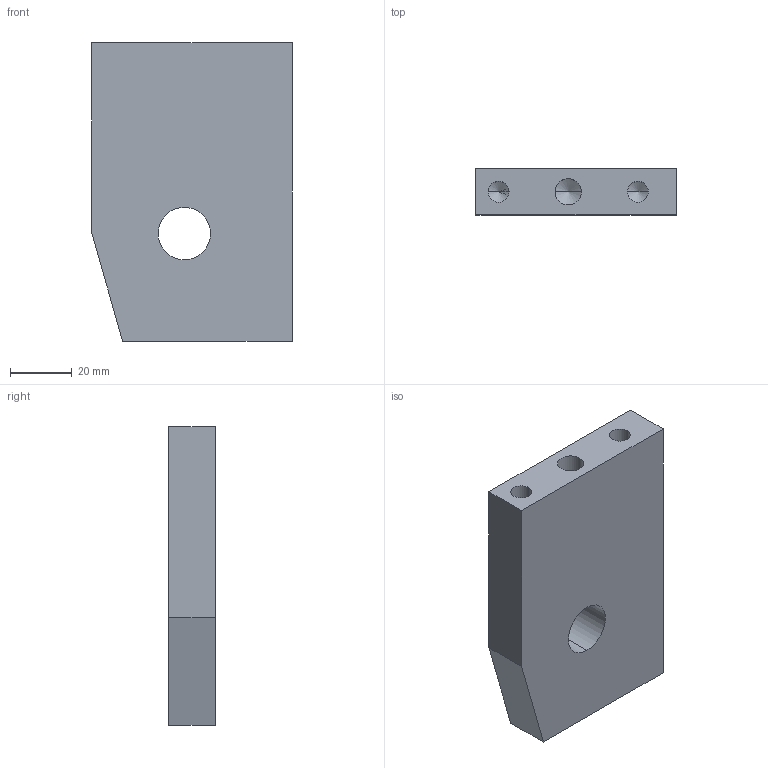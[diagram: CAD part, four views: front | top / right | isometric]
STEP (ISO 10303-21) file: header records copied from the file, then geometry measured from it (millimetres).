
FILE_DESCRIPTION (( 'STEP AP214' ), '1' );
FILE_NAME ('Portemoyeux2.STEP', '2019-10-04T14:17:51', ( '' ), ( '' ), 'SwSTEP 2.0', 'SolidWorks 2017', '' );
FILE_SCHEMA (( 'AUTOMOTIVE_DESIGN' ));
Length unit declared in the file: millimetre
Products named in the file (1): Portemoyeux2
Bounding box: 65 x 15 x 97 mm (x, y, z)
Volume: 83530.1 mm3; surface area: 20191.5 mm2
Topology: 1 solids, 1 shells, 37 faces, 91 edges, 49 vertices
Faces by surface type: cylinder 16, cone 14, plane 7
Entity records: 1179 total; most frequent: DIRECTION 185, CARTESIAN_POINT 164, ORIENTED_EDGE 154, EDGE_CURVE 77, AXIS2_PLACEMENT_3D 70, VERTEX_POINT 49, EDGE_LOOP 46, VECTOR 45
